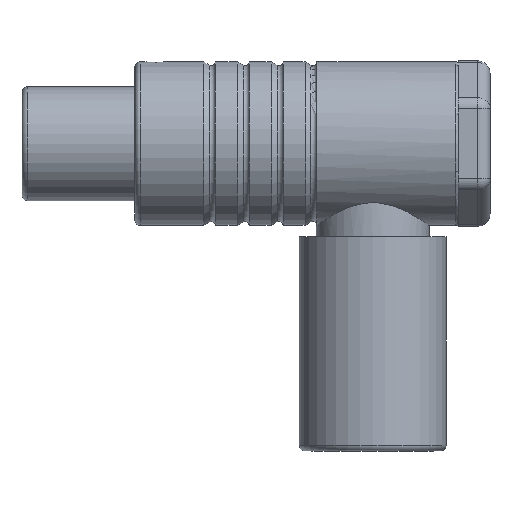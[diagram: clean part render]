
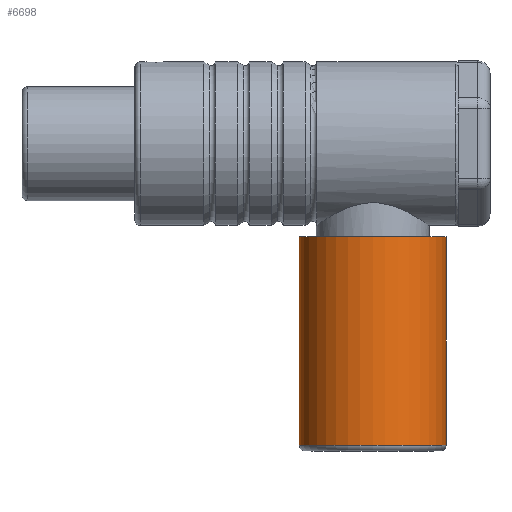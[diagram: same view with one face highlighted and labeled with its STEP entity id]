
A CAD part, top view. The second image highlights one B-rep face of the part: STEP entity #6698.
In plain terms, the highlighted cylindrical face has radius 6.5 mm (diameter 13 mm), a partial arc.
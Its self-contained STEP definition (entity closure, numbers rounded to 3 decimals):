
#883=CARTESIAN_POINT('',(19.,-8.25,0.));
#884=DIRECTION('',(0.,-1.,0.));
#885=DIRECTION('',(1.,0.,0.));
#886=AXIS2_PLACEMENT_3D('',#883,#884,#885);
#899=DIRECTION('',(0.,1.,0.));
#900=VECTOR('',#899,18.5);
#901=CARTESIAN_POINT('',(25.5,-26.75,0.));
#902=LINE('',#901,#900);
#906=DIRECTION('',(0.,1.,0.));
#907=VECTOR('',#906,18.5);
#908=CARTESIAN_POINT('',(12.5,-26.75,0.));
#909=LINE('',#908,#907);
#929=CARTESIAN_POINT('',(19.,-26.75,0.));
#930=DIRECTION('',(0.,1.,0.));
#931=DIRECTION('',(-1.,0.,0.));
#932=AXIS2_PLACEMENT_3D('',#929,#930,#931);
#5779=CARTESIAN_POINT('',(25.5,-8.25,0.));
#5780=CARTESIAN_POINT('',(12.5,-8.25,0.));
#5781=VERTEX_POINT('',#5779);
#5782=VERTEX_POINT('',#5780);
#5827=CARTESIAN_POINT('',(25.5,-26.75,0.));
#5828=CARTESIAN_POINT('',(12.5,-26.75,0.));
#5829=VERTEX_POINT('',#5827);
#5830=VERTEX_POINT('',#5828);
#6687=CARTESIAN_POINT('',(19.,1.363,0.));
#6688=DIRECTION('',(0.,-1.,0.));
#6689=DIRECTION('',(-1.,0.,0.));
#6690=AXIS2_PLACEMENT_3D('',#6687,#6688,#6689);
#6691=CYLINDRICAL_SURFACE('',#6690,6.5);
#6692=ORIENTED_EDGE('',*,*,#6678,.F.);
#6693=ORIENTED_EDGE('',*,*,#6653,.T.);
#6694=ORIENTED_EDGE('',*,*,#6634,.F.);
#6695=ORIENTED_EDGE('',*,*,#6650,.F.);
#6696=EDGE_LOOP('',(#6692,#6693,#6694,#6695));
#6697=FACE_OUTER_BOUND('',#6696,.F.);
#887=CIRCLE('',#886,6.5);
#933=CIRCLE('',#932,6.5);
#6634=EDGE_CURVE('',#5781,#5782,#887,.T.);
#6650=EDGE_CURVE('',#5829,#5781,#902,.T.);
#6653=EDGE_CURVE('',#5830,#5782,#909,.T.);
#6678=EDGE_CURVE('',#5830,#5829,#933,.T.);
#6698=ADVANCED_FACE('',(#6697),#6691,.T.);
